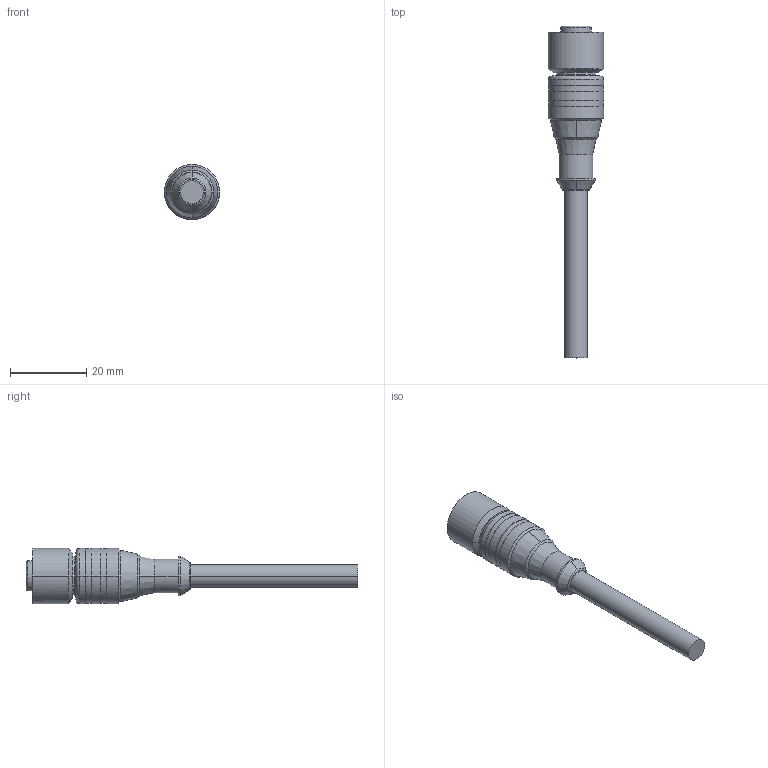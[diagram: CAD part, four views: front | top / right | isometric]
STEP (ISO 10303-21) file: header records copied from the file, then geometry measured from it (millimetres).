
FILE_DESCRIPTION(('OneSpaceDesigner STEP Export'),'2;1');
FILE_NAME('2076545.stp','2014-09-18T 8:00:50',('SICK AG'),('SICK AG'),'Creo Elements/Direct Modeling STEP processor for AP214 (Solid Model)','Creo Elements/Direct Modeling 18.1D 22-Jun-2013 (C) Parametric Technology GmbH','');
FILE_SCHEMA(('AUTOMOTIVE_DESIGN { 1 0 10303 214 1 1 1 1 }'));
Length unit declared in the file: millimetre
Products named in the file (2): 2076545
Assembly tree (1 placements, depth 2):
  2076545
    2076545
Bounding box: 14.5 x 87.1 x 14.5 mm (x, y, z)
Volume: 6059.8 mm3; surface area: 3517.3 mm2
Topology: 1 solids, 1 shells, 419 faces, 1180 edges, 793 vertices
Faces by surface type: plane 333, cylinder 42, cone 32, torus 12
Entity records: 13996 total; most frequent: CARTESIAN_POINT 2499, ORIENTED_EDGE 2360, DIRECTION 1956, EDGE_CURVE 1180, VECTOR 972, LINE 972, VERTEX_POINT 793, AXIS2_PLACEMENT_3D 492
